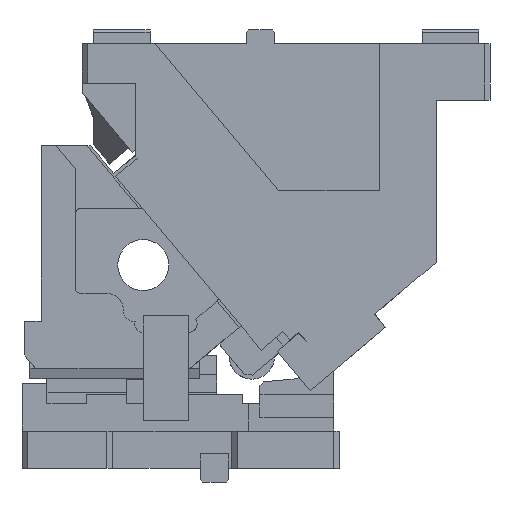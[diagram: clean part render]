
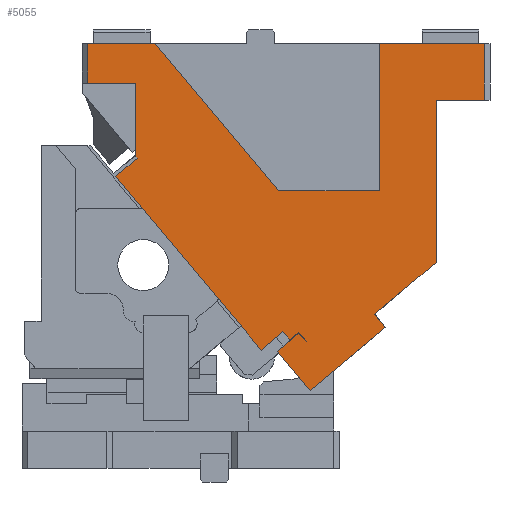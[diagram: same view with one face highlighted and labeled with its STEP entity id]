
A CAD part, left-side view. The second image highlights one B-rep face of the part: STEP entity #5055.
In plain terms, the highlighted planar face has unit normal (-1, 0, 0).
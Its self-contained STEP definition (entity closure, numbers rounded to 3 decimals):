
#328=CARTESIAN_POINT('Vertex',(9.127,1124.793,0.)) ;
#331=CARTESIAN_POINT('Line Origine',(9.127,1078.543,0.)) ;
#335=CARTESIAN_POINT('Vertex',(9.127,1032.293,0.)) ;
#639=CARTESIAN_POINT('Vertex',(9.127,1074.793,-50.)) ;
#695=CARTESIAN_POINT('Vertex',(9.127,1032.293,-50.)) ;
#698=CARTESIAN_POINT('Line Origine',(9.127,1053.543,-50.)) ;
#1463=CARTESIAN_POINT('Vertex',(9.127,1213.889,-130.)) ;
#1466=CARTESIAN_POINT('Line Origine',(9.127,1169.341,-130.)) ;
#1470=CARTESIAN_POINT('Vertex',(9.127,1124.793,-130.)) ;
#1749=CARTESIAN_POINT('Line Origine',(9.127,1032.293,-25.)) ;
#2660=CARTESIAN_POINT('Vertex',(9.127,1322.972,0.)) ;
#2663=CARTESIAN_POINT('Line Origine',(9.127,1268.43,-65.)) ;
#2716=CARTESIAN_POINT('Line Origine',(9.127,1124.793,-65.)) ;
#3126=CARTESIAN_POINT('Vertex',(9.127,1382.293,0.)) ;
#3142=CARTESIAN_POINT('Vertex',(9.127,1382.293,-35.)) ;
#3145=CARTESIAN_POINT('Line Origine',(9.127,1382.293,-17.5)) ;
#3846=CARTESIAN_POINT('Vertex',(9.127,1229.149,-270.498)) ;
#3851=CARTESIAN_POINT('Line Origine',(9.127,1293.427,-193.893)) ;
#3855=CARTESIAN_POINT('Vertex',(9.127,1357.706,-117.289)) ;
#4128=CARTESIAN_POINT('Vertex',(9.127,1189.098,-262.999)) ;
#4131=CARTESIAN_POINT('Line Origine',(9.127,1192.473,-258.978)) ;
#4135=CARTESIAN_POINT('Vertex',(9.127,1195.848,-254.956)) ;
#4168=CARTESIAN_POINT('Vertex',(9.127,1195.909,-255.66)) ;
#4171=CARTESIAN_POINT('Line Origine',(9.127,1192.695,-259.491)) ;
#4175=CARTESIAN_POINT('Vertex',(9.127,1189.481,-263.321)) ;
#4201=CARTESIAN_POINT('Vertex',(9.127,1215.06,-271.73)) ;
#4204=CARTESIAN_POINT('Line Origine',(9.127,1205.485,-263.695)) ;
#4226=CARTESIAN_POINT('Line Origine',(9.127,1200.598,-288.966)) ;
#4230=CARTESIAN_POINT('Vertex',(9.127,1186.135,-306.202)) ;
#4515=CARTESIAN_POINT('Vertex',(9.127,1129.131,-238.789)) ;
#4518=CARTESIAN_POINT('Line Origine',(9.127,1124.31,-244.534)) ;
#4522=CARTESIAN_POINT('Vertex',(9.127,1119.489,-250.28)) ;
#4544=CARTESIAN_POINT('Line Origine',(9.127,1152.812,-278.241)) ;
#4589=CARTESIAN_POINT('Line Origine',(9.127,1189.29,-263.16)) ;
#4671=CARTESIAN_POINT('Line Origine',(9.127,1199.869,-258.331)) ;
#4675=CARTESIAN_POINT('Vertex',(9.127,1203.891,-261.705)) ;
#4695=CARTESIAN_POINT('Line Origine',(9.127,1206.944,-258.067)) ;
#4699=CARTESIAN_POINT('Vertex',(9.127,1209.998,-254.428)) ;
#4719=CARTESIAN_POINT('Line Origine',(9.127,1219.573,-262.463)) ;
#4788=CARTESIAN_POINT('Line Origine',(9.127,1348.131,-109.254)) ;
#4792=CARTESIAN_POINT('Vertex',(9.127,1338.555,-101.219)) ;
#4808=CARTESIAN_POINT('Line Origine',(9.127,1339.174,-100.481)) ;
#4812=CARTESIAN_POINT('Vertex',(9.127,1339.793,-99.744)) ;
#4850=CARTESIAN_POINT('Line Origine',(9.127,1339.793,-67.372)) ;
#4854=CARTESIAN_POINT('Vertex',(9.127,1339.793,-35.)) ;
#4960=CARTESIAN_POINT('Vertex',(9.127,1099.798,-214.176)) ;
#4963=CARTESIAN_POINT('Line Origine',(9.127,1114.464,-226.482)) ;
#4992=CARTESIAN_POINT('Vertex',(9.127,1074.793,-193.194)) ;
#4995=CARTESIAN_POINT('Line Origine',(9.127,1087.296,-203.685)) ;
#5007=CARTESIAN_POINT('Axis2P3D Location',(9.127,1213.713,-76.944)) ;
#5012=CARTESIAN_POINT('Line Origine',(9.127,1074.793,-121.597)) ;
#5017=CARTESIAN_POINT('Line Origine',(9.127,1352.632,0.)) ;
#5022=CARTESIAN_POINT('Line Origine',(9.127,1361.043,-35.)) ;
#332=DIRECTION('Vector Direction',(0.,-1.,0.)) ;
#699=DIRECTION('Vector Direction',(0.,1.,0.)) ;
#1467=DIRECTION('Vector Direction',(0.,1.,0.)) ;
#1750=DIRECTION('Vector Direction',(0.,0.,-1.)) ;
#2664=DIRECTION('Vector Direction',(0.,0.643,0.766)) ;
#2717=DIRECTION('Vector Direction',(0.,0.,-1.)) ;
#3146=DIRECTION('Vector Direction',(0.,0.,1.)) ;
#3852=DIRECTION('Vector Direction',(0.,-0.643,-0.766)) ;
#4132=DIRECTION('Vector Direction',(0.,-0.643,-0.766)) ;
#4172=DIRECTION('Vector Direction',(0.,-0.643,-0.766)) ;
#4205=DIRECTION('Vector Direction',(0.,-0.766,0.643)) ;
#4227=DIRECTION('Vector Direction',(0.,-0.643,-0.766)) ;
#4519=DIRECTION('Vector Direction',(0.,-0.643,-0.766)) ;
#4545=DIRECTION('Vector Direction',(0.,-0.766,0.643)) ;
#4590=DIRECTION('Vector Direction',(0.,0.766,-0.643)) ;
#4672=DIRECTION('Vector Direction',(0.,-0.766,0.643)) ;
#4696=DIRECTION('Vector Direction',(0.,0.643,0.766)) ;
#4720=DIRECTION('Vector Direction',(0.,-0.766,0.643)) ;
#4789=DIRECTION('Vector Direction',(0.,-0.766,0.643)) ;
#4809=DIRECTION('Vector Direction',(0.,0.643,0.766)) ;
#4851=DIRECTION('Vector Direction',(0.,0.,-1.)) ;
#4964=DIRECTION('Vector Direction',(0.,0.766,-0.643)) ;
#4996=DIRECTION('Vector Direction',(0.,0.766,-0.643)) ;
#5008=DIRECTION('Axis2P3D Direction',(1.,0.,0.)) ;
#5009=DIRECTION('Axis2P3D XDirection',(0.,1.,0.)) ;
#5013=DIRECTION('Vector Direction',(0.,0.,-1.)) ;
#5018=DIRECTION('Vector Direction',(0.,-1.,0.)) ;
#5023=DIRECTION('Vector Direction',(0.,-1.,0.)) ;
#5010=AXIS2_PLACEMENT_3D('Plane Axis2P3D',#5007,#5008,#5009) ;
#5028=ORIENTED_EDGE('',*,*,#4967,.F.) ;
#5029=ORIENTED_EDGE('',*,*,#4999,.F.) ;
#5030=ORIENTED_EDGE('',*,*,#5016,.F.) ;
#5031=ORIENTED_EDGE('',*,*,#702,.F.) ;
#5032=ORIENTED_EDGE('',*,*,#1753,.F.) ;
#5033=ORIENTED_EDGE('',*,*,#337,.F.) ;
#5034=ORIENTED_EDGE('',*,*,#2720,.T.) ;
#5035=ORIENTED_EDGE('',*,*,#1472,.T.) ;
#5036=ORIENTED_EDGE('',*,*,#2667,.T.) ;
#5037=ORIENTED_EDGE('',*,*,#5021,.F.) ;
#5038=ORIENTED_EDGE('',*,*,#3149,.F.) ;
#5039=ORIENTED_EDGE('',*,*,#5026,.T.) ;
#5040=ORIENTED_EDGE('',*,*,#4856,.T.) ;
#5041=ORIENTED_EDGE('',*,*,#4814,.F.) ;
#5042=ORIENTED_EDGE('',*,*,#4794,.F.) ;
#5043=ORIENTED_EDGE('',*,*,#3857,.T.) ;
#5044=ORIENTED_EDGE('',*,*,#4723,.T.) ;
#5045=ORIENTED_EDGE('',*,*,#4701,.F.) ;
#5046=ORIENTED_EDGE('',*,*,#4677,.T.) ;
#5047=ORIENTED_EDGE('',*,*,#4137,.T.) ;
#5048=ORIENTED_EDGE('',*,*,#4593,.T.) ;
#5049=ORIENTED_EDGE('',*,*,#4177,.F.) ;
#5050=ORIENTED_EDGE('',*,*,#4208,.F.) ;
#5051=ORIENTED_EDGE('',*,*,#4232,.T.) ;
#5052=ORIENTED_EDGE('',*,*,#4548,.T.) ;
#5053=ORIENTED_EDGE('',*,*,#4524,.F.) ;
#333=VECTOR('Line Direction',#332,1.) ;
#700=VECTOR('Line Direction',#699,1.) ;
#1468=VECTOR('Line Direction',#1467,1.) ;
#1751=VECTOR('Line Direction',#1750,1.) ;
#2665=VECTOR('Line Direction',#2664,1.) ;
#2718=VECTOR('Line Direction',#2717,1.) ;
#3147=VECTOR('Line Direction',#3146,1.) ;
#3853=VECTOR('Line Direction',#3852,1.) ;
#4133=VECTOR('Line Direction',#4132,1.) ;
#4173=VECTOR('Line Direction',#4172,1.) ;
#4206=VECTOR('Line Direction',#4205,1.) ;
#4228=VECTOR('Line Direction',#4227,1.) ;
#4520=VECTOR('Line Direction',#4519,1.) ;
#4546=VECTOR('Line Direction',#4545,1.) ;
#4591=VECTOR('Line Direction',#4590,1.) ;
#4673=VECTOR('Line Direction',#4672,1.) ;
#4697=VECTOR('Line Direction',#4696,1.) ;
#4721=VECTOR('Line Direction',#4720,1.) ;
#4790=VECTOR('Line Direction',#4789,1.) ;
#4810=VECTOR('Line Direction',#4809,1.) ;
#4852=VECTOR('Line Direction',#4851,1.) ;
#4965=VECTOR('Line Direction',#4964,1.) ;
#4997=VECTOR('Line Direction',#4996,1.) ;
#5014=VECTOR('Line Direction',#5013,1.) ;
#5019=VECTOR('Line Direction',#5018,1.) ;
#5024=VECTOR('Line Direction',#5023,1.) ;
#5055=ADVANCED_FACE('CAM HOLDER',(#5054),#5011,.F.) ;
#337=EDGE_CURVE('',#329,#336,#334,.T.) ;
#702=EDGE_CURVE('',#696,#640,#701,.T.) ;
#1472=EDGE_CURVE('',#1471,#1464,#1469,.T.) ;
#1753=EDGE_CURVE('',#336,#696,#1752,.T.) ;
#2667=EDGE_CURVE('',#1464,#2661,#2666,.T.) ;
#2720=EDGE_CURVE('',#329,#1471,#2719,.T.) ;
#3149=EDGE_CURVE('',#3143,#3127,#3148,.T.) ;
#3857=EDGE_CURVE('',#3856,#3847,#3854,.T.) ;
#4137=EDGE_CURVE('',#4136,#4129,#4134,.T.) ;
#4177=EDGE_CURVE('',#4169,#4176,#4174,.T.) ;
#4208=EDGE_CURVE('',#4202,#4169,#4207,.T.) ;
#4232=EDGE_CURVE('',#4202,#4231,#4229,.T.) ;
#4524=EDGE_CURVE('',#4516,#4523,#4521,.T.) ;
#4548=EDGE_CURVE('',#4231,#4523,#4547,.T.) ;
#4593=EDGE_CURVE('',#4129,#4176,#4592,.T.) ;
#4677=EDGE_CURVE('',#4676,#4136,#4674,.T.) ;
#4701=EDGE_CURVE('',#4676,#4700,#4698,.T.) ;
#4723=EDGE_CURVE('',#3847,#4700,#4722,.T.) ;
#4794=EDGE_CURVE('',#3856,#4793,#4791,.T.) ;
#4814=EDGE_CURVE('',#4793,#4813,#4811,.T.) ;
#4856=EDGE_CURVE('',#4855,#4813,#4853,.T.) ;
#4967=EDGE_CURVE('',#4961,#4516,#4966,.T.) ;
#4999=EDGE_CURVE('',#4993,#4961,#4998,.T.) ;
#5016=EDGE_CURVE('',#640,#4993,#5015,.T.) ;
#5021=EDGE_CURVE('',#3127,#2661,#5020,.T.) ;
#5026=EDGE_CURVE('',#3143,#4855,#5025,.T.) ;
#5027=EDGE_LOOP('',(#5028,#5029,#5030,#5031,#5032,#5033,#5034,#5035,#5036,#5037,#5038,#5039,#5040,#5041,#5042,#5043,#5044,#5045,#5046,#5047,#5048,#5049,#5050,#5051,#5052,#5053)) ;
#5054=FACE_OUTER_BOUND('',#5027,.T.) ;
#334=LINE('Line',#331,#333) ;
#701=LINE('Line',#698,#700) ;
#1469=LINE('Line',#1466,#1468) ;
#1752=LINE('Line',#1749,#1751) ;
#2666=LINE('Line',#2663,#2665) ;
#2719=LINE('Line',#2716,#2718) ;
#3148=LINE('Line',#3145,#3147) ;
#3854=LINE('Line',#3851,#3853) ;
#4134=LINE('Line',#4131,#4133) ;
#4174=LINE('Line',#4171,#4173) ;
#4207=LINE('Line',#4204,#4206) ;
#4229=LINE('Line',#4226,#4228) ;
#4521=LINE('Line',#4518,#4520) ;
#4547=LINE('Line',#4544,#4546) ;
#4592=LINE('Line',#4589,#4591) ;
#4674=LINE('Line',#4671,#4673) ;
#4698=LINE('Line',#4695,#4697) ;
#4722=LINE('Line',#4719,#4721) ;
#4791=LINE('Line',#4788,#4790) ;
#4811=LINE('Line',#4808,#4810) ;
#4853=LINE('Line',#4850,#4852) ;
#4966=LINE('Line',#4963,#4965) ;
#4998=LINE('Line',#4995,#4997) ;
#5015=LINE('Line',#5012,#5014) ;
#5020=LINE('Line',#5017,#5019) ;
#5025=LINE('Line',#5022,#5024) ;
#5011=PLANE('Plane',#5010) ;
#329=VERTEX_POINT('',#328) ;
#336=VERTEX_POINT('',#335) ;
#640=VERTEX_POINT('',#639) ;
#696=VERTEX_POINT('',#695) ;
#1464=VERTEX_POINT('',#1463) ;
#1471=VERTEX_POINT('',#1470) ;
#2661=VERTEX_POINT('',#2660) ;
#3127=VERTEX_POINT('',#3126) ;
#3143=VERTEX_POINT('',#3142) ;
#3847=VERTEX_POINT('',#3846) ;
#3856=VERTEX_POINT('',#3855) ;
#4129=VERTEX_POINT('',#4128) ;
#4136=VERTEX_POINT('',#4135) ;
#4169=VERTEX_POINT('',#4168) ;
#4176=VERTEX_POINT('',#4175) ;
#4202=VERTEX_POINT('',#4201) ;
#4231=VERTEX_POINT('',#4230) ;
#4516=VERTEX_POINT('',#4515) ;
#4523=VERTEX_POINT('',#4522) ;
#4676=VERTEX_POINT('',#4675) ;
#4700=VERTEX_POINT('',#4699) ;
#4793=VERTEX_POINT('',#4792) ;
#4813=VERTEX_POINT('',#4812) ;
#4855=VERTEX_POINT('',#4854) ;
#4961=VERTEX_POINT('',#4960) ;
#4993=VERTEX_POINT('',#4992) ;
